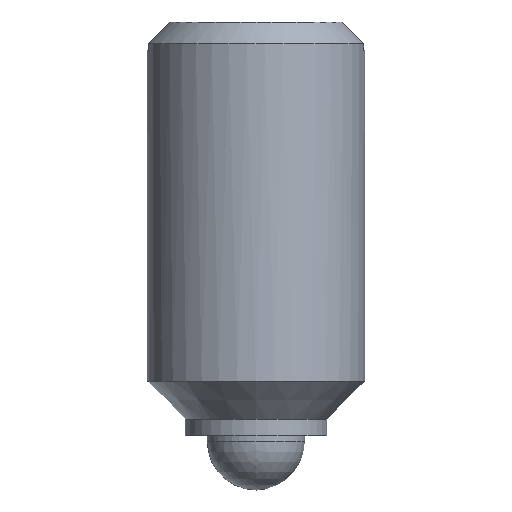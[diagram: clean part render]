
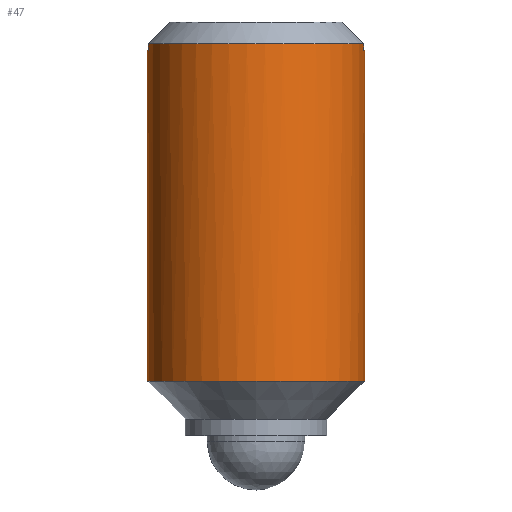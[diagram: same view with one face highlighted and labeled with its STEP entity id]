
A CAD part, left-side view. The second image highlights one B-rep face of the part: STEP entity #47.
In plain terms, the highlighted cylindrical face has radius 5 mm (diameter 10 mm), a full revolution.
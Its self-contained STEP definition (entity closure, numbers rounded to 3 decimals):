
#47 = ADVANCED_FACE( '', ( #97, #98 ), #99, .T. );
#97 = FACE_OUTER_BOUND( '', #148, .T. );
#98 = FACE_OUTER_BOUND( '', #149, .T. );
#99 = CYLINDRICAL_SURFACE( '', #150, 5. );
#148 = EDGE_LOOP( '', ( #214 ) );
#149 = EDGE_LOOP( '', ( #215, #216, #217, #218, #219, #220, #221, #222 ) );
#150 = AXIS2_PLACEMENT_3D( '', #223, #224, #225 );
#214 = ORIENTED_EDGE( '', *, *, #293, .T. );
#215 = ORIENTED_EDGE( '', *, *, #276, .F. );
#216 = ORIENTED_EDGE( '', *, *, #295, .T. );
#217 = ORIENTED_EDGE( '', *, *, #278, .F. );
#218 = ORIENTED_EDGE( '', *, *, #283, .F. );
#219 = ORIENTED_EDGE( '', *, *, #296, .F. );
#220 = ORIENTED_EDGE( '', *, *, #286, .T. );
#221 = ORIENTED_EDGE( '', *, *, #297, .F. );
#222 = ORIENTED_EDGE( '', *, *, #281, .F. );
#223 = CARTESIAN_POINT( '', ( 0., 0., 16. ) );
#224 = DIRECTION( '', ( 0., 0., -1. ) );
#225 = DIRECTION( '', ( 1., 0., 0. ) );
#276 = EDGE_CURVE( '', #313, #315, #316, .F. );
#278 = EDGE_CURVE( '', #317, #319, #320, .T. );
#281 = EDGE_CURVE( '', #315, #323, #324, .T. );
#283 = EDGE_CURVE( '', #325, #317, #327, .T. );
#286 = EDGE_CURVE( '', #332, #329, #333, .T. );
#293 = EDGE_CURVE( '', #343, #343, #344, .T. );
#295 = EDGE_CURVE( '', #313, #319, #346, .T. );
#296 = EDGE_CURVE( '', #332, #325, #347, .F. );
#297 = EDGE_CURVE( '', #323, #329, #348, .T. );
#313 = VERTEX_POINT( '', #367 );
#315 = VERTEX_POINT( '', #372 );
#316 = LINE( '', #373, #374 );
#317 = VERTEX_POINT( '', #375 );
#319 = VERTEX_POINT( '', #378 );
#320 = LINE( '', #379, #380 );
#323 = VERTEX_POINT( '', #386 );
#324 = CIRCLE( '', #387, 5. );
#325 = VERTEX_POINT( '', #388 );
#327 = CIRCLE( '', #391, 5. );
#329 = VERTEX_POINT( '', #393 );
#332 = VERTEX_POINT( '', #399 );
#333 = CIRCLE( '', #400, 5. );
#343 = VERTEX_POINT( '', #413 );
#344 = CIRCLE( '', #414, 5. );
#346 = CIRCLE( '', #416, 5. );
#347 = LINE( '', #417, #418 );
#348 = LINE( '', #419, #420 );
#367 = CARTESIAN_POINT( '', ( 0.75, 4.943, 20.5 ) );
#372 = CARTESIAN_POINT( '', ( 0.75, 4.943, 20.2 ) );
#373 = CARTESIAN_POINT( '', ( 0.75, 4.943, 16. ) );
#374 = VECTOR( '', #436, 1000. );
#375 = CARTESIAN_POINT( '', ( 0.75, -4.943, 20.2 ) );
#378 = CARTESIAN_POINT( '', ( 0.75, -4.943, 20.5 ) );
#379 = CARTESIAN_POINT( '', ( 0.75, -4.943, 16. ) );
#380 = VECTOR( '', #438, 1000. );
#386 = CARTESIAN_POINT( '', ( -0.75, 4.943, 20.2 ) );
#387 = AXIS2_PLACEMENT_3D( '', #439, #440, #441 );
#388 = CARTESIAN_POINT( '', ( -0.75, -4.943, 20.2 ) );
#391 = AXIS2_PLACEMENT_3D( '', #443, #444, #445 );
#393 = CARTESIAN_POINT( '', ( -0.75, 4.943, 20.5 ) );
#399 = CARTESIAN_POINT( '', ( -0.75, -4.943, 20.5 ) );
#400 = AXIS2_PLACEMENT_3D( '', #446, #447, #448 );
#413 = CARTESIAN_POINT( '', ( 5., 0., 5. ) );
#414 = AXIS2_PLACEMENT_3D( '', #458, #459, #460 );
#416 = AXIS2_PLACEMENT_3D( '', #461, #462, #463 );
#417 = CARTESIAN_POINT( '', ( -0.75, -4.943, 16. ) );
#418 = VECTOR( '', #464, 1000. );
#419 = CARTESIAN_POINT( '', ( -0.75, 4.943, 16. ) );
#420 = VECTOR( '', #465, 1000. );
#436 = DIRECTION( '', ( 0., 0., 1. ) );
#438 = DIRECTION( '', ( 0., 0., 1. ) );
#439 = CARTESIAN_POINT( '', ( 0., 0., 20.2 ) );
#440 = DIRECTION( '', ( 0., 0., 1. ) );
#441 = DIRECTION( '', ( 1., 0., 0. ) );
#443 = CARTESIAN_POINT( '', ( 0., 0., 20.2 ) );
#444 = DIRECTION( '', ( 0., 0., 1. ) );
#445 = DIRECTION( '', ( 1., 0., 0. ) );
#446 = CARTESIAN_POINT( '', ( 0., 0., 20.5 ) );
#447 = DIRECTION( '', ( 0., 0., -1. ) );
#448 = DIRECTION( '', ( -1., 0., 0. ) );
#458 = CARTESIAN_POINT( '', ( 0., 0., 5. ) );
#459 = DIRECTION( '', ( 0., 0., 1. ) );
#460 = DIRECTION( '', ( 1., 0., 0. ) );
#461 = CARTESIAN_POINT( '', ( 0., 0., 20.5 ) );
#462 = DIRECTION( '', ( 0., 0., -1. ) );
#463 = DIRECTION( '', ( -1., 0., 0. ) );
#464 = DIRECTION( '', ( 0., 0., 1. ) );
#465 = DIRECTION( '', ( 0., 0., 1. ) );
